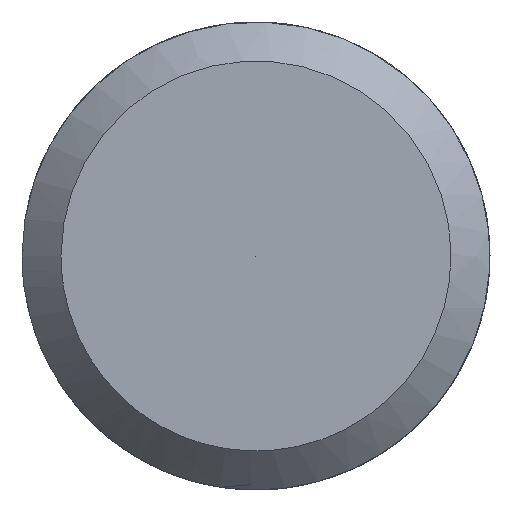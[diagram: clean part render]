
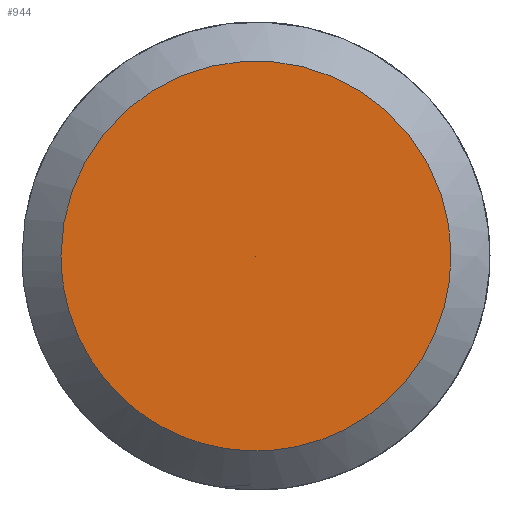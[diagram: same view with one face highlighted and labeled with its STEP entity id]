
A CAD part, left-side view. The second image highlights one B-rep face of the part: STEP entity #944.
In plain terms, the highlighted free-form (B-spline) face has degree [5, 1] with [6, 2] control points.
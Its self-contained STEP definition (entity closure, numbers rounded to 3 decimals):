
#872 = CARTESIAN_POINT ('', (-51., 1.25, 0.));
#873 = VERTEX_POINT ('', #872);
#883 = CARTESIAN_POINT ('', (-51., 1.25, 0.));
#884 = CARTESIAN_POINT ('', (-51., 1.25, 5.));
#885 = CARTESIAN_POINT ('', (-51., -3.75, 2.5));
#886 = CARTESIAN_POINT ('', (-51., -3.75, -2.5));
#887 = CARTESIAN_POINT ('', (-51., 1.25, -5.));
#888 = CARTESIAN_POINT ('', (-51., 1.25, 0.));
#889 = (
   BOUNDED_CURVE ()
   B_SPLINE_CURVE (5, (#883, #884, #885, #886, #887, #888), .UNSPECIFIED., .T., .U.)
   B_SPLINE_CURVE_WITH_KNOTS ((6, 6), (0., 1.), .UNSPECIFIED.)
   CURVE ()
   GEOMETRIC_REPRESENTATION_ITEM ()
   RATIONAL_B_SPLINE_CURVE ((5., 1., 1., 1., 1., 5.))
   REPRESENTATION_ITEM ('')
);
#890 = EDGE_CURVE ('', #873, #873, #889, .T.);
#920 = CARTESIAN_POINT ('', (-51., 0., 0.));
#921 = VERTEX_POINT ('', #920);
#922 = CARTESIAN_POINT ('', (-51., 1.25, 0.));
#923 = CARTESIAN_POINT ('', (-51., 0., 0.));
#924 = B_SPLINE_CURVE_WITH_KNOTS ('', 1, (#922, #923), .UNSPECIFIED., .F., .U., (2, 2), (0., 1.), .UNSPECIFIED.);
#925 = EDGE_CURVE ('', #873, #921, #924, .T.);
#926 = ORIENTED_EDGE ('', *, *, #925, .F.);
#927 = ORIENTED_EDGE ('', *, *, #890, .T.);
#928 = ORIENTED_EDGE ('', *, *, #925, .T.);
#929 = EDGE_LOOP ('', (#926, #927, #928));
#930 = FACE_OUTER_BOUND ('', #929, .F.);
#931 = CARTESIAN_POINT ('', (-51., 1.25, 0.));
#932 = CARTESIAN_POINT ('', (-51., 0., 0.));
#933 = CARTESIAN_POINT ('', (-51., 1.25, 5.));
#934 = CARTESIAN_POINT ('', (-51., 0., 0.));
#935 = CARTESIAN_POINT ('', (-51., -3.75, 2.5));
#936 = CARTESIAN_POINT ('', (-51., 0., 0.));
#937 = CARTESIAN_POINT ('', (-51., -3.75, -2.5));
#938 = CARTESIAN_POINT ('', (-51., 0., 0.));
#939 = CARTESIAN_POINT ('', (-51., 1.25, -5.));
#940 = CARTESIAN_POINT ('', (-51., 0., 0.));
#941 = CARTESIAN_POINT ('', (-51., 1.25, 0.));
#942 = CARTESIAN_POINT ('', (-51., 0., 0.));
#943 = (
   BOUNDED_SURFACE ()
   B_SPLINE_SURFACE (5, 1, ((#931, #932), (#933, #934), (#935, #936), (#937, #938), (#939, #940), (#941, #942)), .UNSPECIFIED., .T., .F., .U.)
   B_SPLINE_SURFACE_WITH_KNOTS ((6, 6), (2, 2), (0., 1.), (0., 1.), .UNSPECIFIED.)
   SURFACE ()
   GEOMETRIC_REPRESENTATION_ITEM ()
   RATIONAL_B_SPLINE_SURFACE (((5., 5.), (1., 1.), (1., 1.), (1., 1.), (1., 1.), (5., 5.)))
   REPRESENTATION_ITEM ('')
);
#944 = ADVANCED_FACE ('', (#930), #943, .F.);
